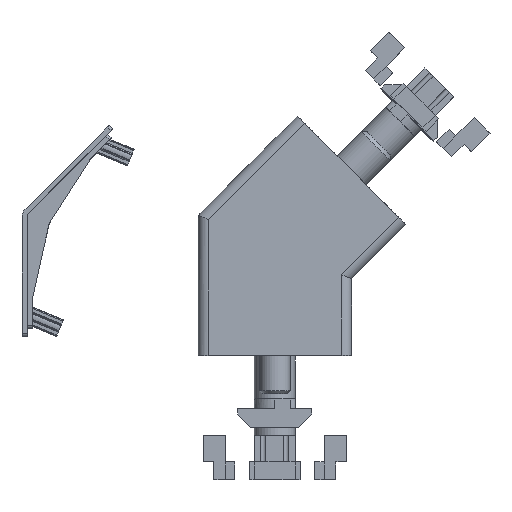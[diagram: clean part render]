
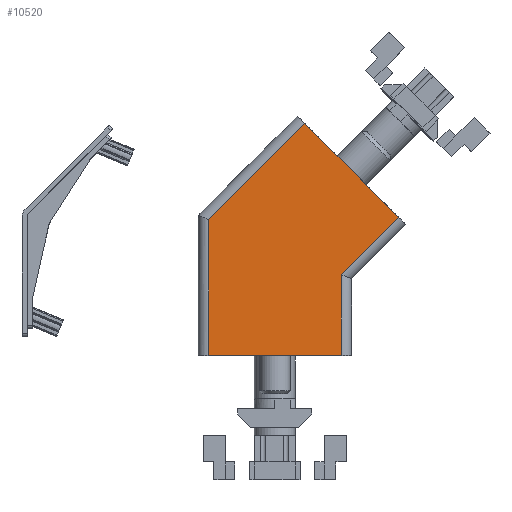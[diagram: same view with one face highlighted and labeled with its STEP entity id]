
A CAD part, top view. The second image highlights one B-rep face of the part: STEP entity #10520.
In plain terms, the highlighted planar face has unit normal (0.018, 0, 1).
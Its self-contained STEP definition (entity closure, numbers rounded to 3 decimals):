
#1113=LINE('',#17229,#2072);
#1156=LINE('',#17428,#2115);
#1340=LINE('',#17938,#2299);
#1341=LINE('',#17940,#2300);
#1342=LINE('',#17941,#2301);
#1343=LINE('',#17943,#2302);
#2072=VECTOR('',#13816,1000.);
#2115=VECTOR('',#13981,1000.);
#2299=VECTOR('',#14535,1000.);
#2300=VECTOR('',#14536,1000.);
#2301=VECTOR('',#14537,1000.);
#2302=VECTOR('',#14538,1000.);
#4646=ORIENTED_EDGE('',*,*,#6431,.T.);
#4647=ORIENTED_EDGE('',*,*,#6789,.T.);
#4648=ORIENTED_EDGE('',*,*,#6790,.T.);
#4649=ORIENTED_EDGE('',*,*,#6532,.F.);
#4650=ORIENTED_EDGE('',*,*,#6791,.T.);
#4651=ORIENTED_EDGE('',*,*,#6792,.T.);
#6431=EDGE_CURVE('',#7740,#7739,#1113,.T.);
#6532=EDGE_CURVE('',#7834,#7835,#1156,.T.);
#6789=EDGE_CURVE('',#7739,#7976,#1340,.F.);
#6790=EDGE_CURVE('',#7976,#7835,#1341,.F.);
#6791=EDGE_CURVE('',#7834,#7977,#1342,.F.);
#6792=EDGE_CURVE('',#7977,#7740,#1343,.T.);
#7739=VERTEX_POINT('',#17228);
#7740=VERTEX_POINT('',#17230);
#7834=VERTEX_POINT('',#17427);
#7835=VERTEX_POINT('',#17429);
#7976=VERTEX_POINT('',#17939);
#7977=VERTEX_POINT('',#17942);
#8974=EDGE_LOOP('',(#4646,#4647,#4648,#4649,#4650,#4651));
#9628=FACE_BOUND('',#8974,.T.);
#10061=PLANE('',#11667);
#10520=ADVANCED_FACE('',(#9628),#10061,.F.);
#11667=AXIS2_PLACEMENT_3D('',#17937,#14533,#14534);
#13816=DIRECTION('',(1.,0.,-0.017));
#13981=DIRECTION('',(0.707,-0.707,-0.012));
#14533=DIRECTION('',(-0.017,0.,-1.));
#14534=DIRECTION('',(-1.,0.,0.017));
#14535=DIRECTION('',(0.,-1.,0.));
#14536=DIRECTION('',(-0.707,-0.707,0.012));
#14537=DIRECTION('',(0.707,0.707,-0.012));
#14538=DIRECTION('',(0.,-1.,0.));
#17228=CARTESIAN_POINT('',(28.035,0.,14.511));
#17229=CARTESIAN_POINT('',(0.,0.,15.));
#17230=CARTESIAN_POINT('',(2.035,0.,14.964));
#17427=CARTESIAN_POINT('',(20.832,45.368,14.636));
#17428=CARTESIAN_POINT('',(40.597,25.603,14.291));
#17429=CARTESIAN_POINT('',(39.206,26.994,14.316));
#17937=CARTESIAN_POINT('',(0.,50.,15.));
#17938=CARTESIAN_POINT('',(28.035,50.,14.511));
#17939=CARTESIAN_POINT('',(28.035,15.823,14.511));
#17940=CARTESIAN_POINT('',(31.101,18.889,14.457));
#17941=CARTESIAN_POINT('',(12.73,37.266,14.778));
#17942=CARTESIAN_POINT('',(2.035,26.572,14.964));
#17943=CARTESIAN_POINT('',(2.035,50.,14.964));
